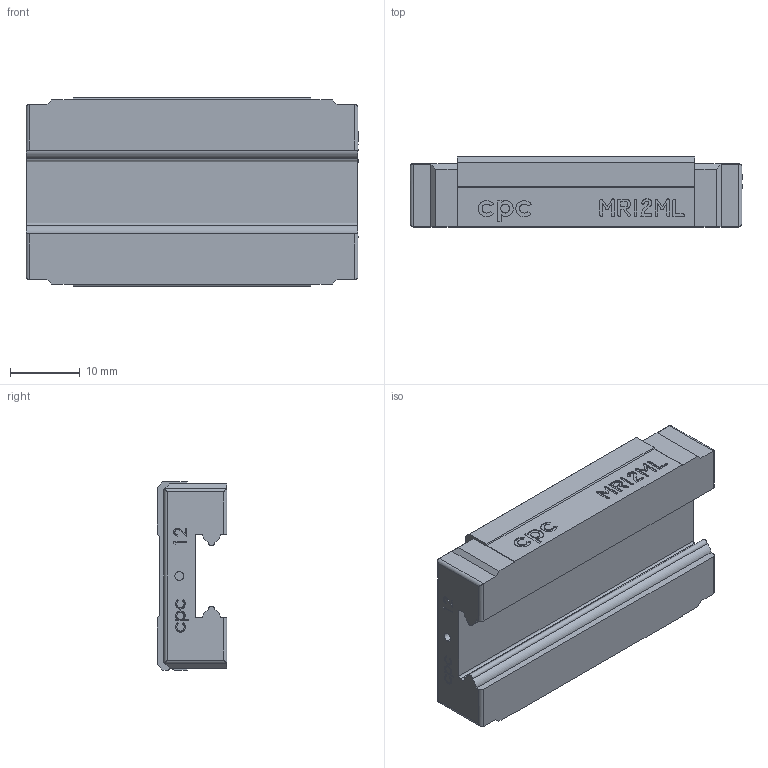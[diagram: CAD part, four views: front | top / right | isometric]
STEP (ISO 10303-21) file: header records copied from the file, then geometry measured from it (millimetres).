
FILE_DESCRIPTION (( 'STEP AP203' ), '1' );
FILE_NAME ('12ML-SS_ZZ-block.STEP', '2009-07-29T08:34:23', ( 'User' ), ( '' ), 'SwSTEP 2.0', 'SolidWorks 2007', '' );
FILE_SCHEMA (( 'CONFIG_CONTROL_DESIGN' ));
Length unit declared in the file: millimetre
Products named in the file (1): 12ML-SS_ZZ-block
Bounding box: 47.6 x 10 x 27 mm (x, y, z)
Volume: 9647.9 mm3; surface area: 4701.4 mm2
Topology: 1 solids, 1 shells, 491 faces, 1327 edges, 874 vertices
Faces by surface type: bspline 224, plane 209, cylinder 42, cone 16
Entity records: 24966 total; most frequent: CARTESIAN_POINT 14109, ORIENTED_EDGE 2638, DIRECTION 1467, EDGE_CURVE 1319, VERTEX_POINT 874, VECTOR 779, LINE 779, EDGE_LOOP 535
